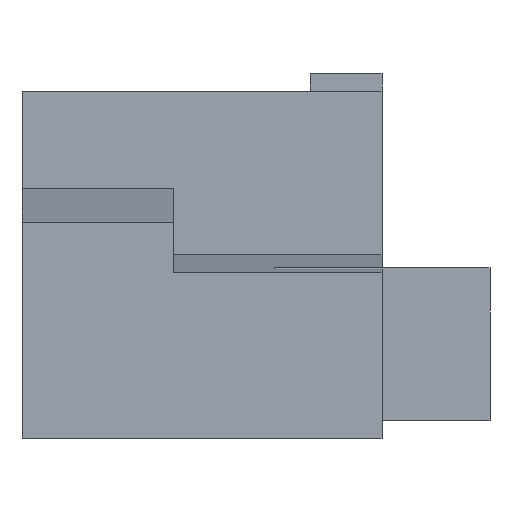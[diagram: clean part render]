
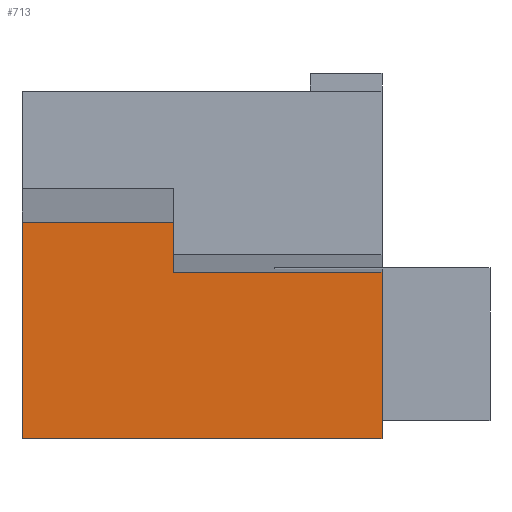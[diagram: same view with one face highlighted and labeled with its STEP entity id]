
A CAD part, left-side view. The second image highlights one B-rep face of the part: STEP entity #713.
In plain terms, the highlighted planar face has unit normal (-1, 0, 0).
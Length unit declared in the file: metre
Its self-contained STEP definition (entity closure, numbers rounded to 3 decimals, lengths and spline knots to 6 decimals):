
#713=ADVANCED_FACE('1:49',(#1400),#1401,.F.);
#1400=FACE_OUTER_BOUND('',#2196,.T.);
#1401=PLANE('',#2197);
#2196=EDGE_LOOP('',(#8750,#8751,#8752,#8753,#8754,#8755));
#2197=AXIS2_PLACEMENT_3D('',#8756,#8757,#8758);
#8750=ORIENTED_EDGE('',*,*,#10751,.F.);
#8751=ORIENTED_EDGE('',*,*,#10753,.F.);
#8752=ORIENTED_EDGE('',*,*,#10754,.T.);
#8753=ORIENTED_EDGE('',*,*,#10755,.F.);
#8754=ORIENTED_EDGE('',*,*,#10756,.F.);
#8755=ORIENTED_EDGE('',*,*,#10700,.F.);
#8756=CARTESIAN_POINT('',(-0.95,0.625,0.4));
#8757=DIRECTION('',(1.0,0.0,0.0));
#8758=DIRECTION('',(0.0,1.0,-0.0));
#10700=EDGE_CURVE('1:148',#11633,#11635,#11636,.T.);
#10751=EDGE_CURVE('1:265',#11709,#11633,#11711,.T.);
#10753=EDGE_CURVE('1:268',#11713,#11709,#11714,.T.);
#10754=EDGE_CURVE('1:271',#11713,#11715,#11716,.T.);
#10755=EDGE_CURVE('1:274',#11717,#11715,#11718,.T.);
#10756=EDGE_CURVE('1:277',#11635,#11717,#11719,.T.);
#11633=VERTEX_POINT('',#13464);
#11635=VERTEX_POINT('',#13467);
#11636=LINE('',#13468,#13469);
#11709=VERTEX_POINT('',#13579);
#11711=LINE('',#13582,#13583);
#11713=VERTEX_POINT('',#13585);
#11714=LINE('',#13586,#13587);
#11715=VERTEX_POINT('',#13588);
#11716=LINE('',#13589,#13590);
#11717=VERTEX_POINT('',#13591);
#11718=LINE('',#13592,#13593);
#11719=LINE('',#13594,#13595);
#13464=CARTESIAN_POINT('',(-0.95,0.0,0.462544));
#13467=CARTESIAN_POINT('',(-0.95,0.0,0.0));
#13468=CARTESIAN_POINT('',(-0.95,0.0,0.8));
#13469=VECTOR('',#19464,0.001);
#13579=CARTESIAN_POINT('',(-0.95,0.58,0.462544));
#13582=CARTESIAN_POINT('',(-0.95,0.3125,0.462544));
#13583=VECTOR('',#19503,0.001);
#13585=CARTESIAN_POINT('',(-0.95,0.58,0.60125));
#13586=CARTESIAN_POINT('',(-0.95,0.58,0.574));
#13587=VECTOR('',#19504,0.001);
#13588=CARTESIAN_POINT('',(-0.95,1.0,0.60125));
#13589=CARTESIAN_POINT('',(-0.95,0.3125,0.60125));
#13590=VECTOR('',#19505,0.001);
#13591=CARTESIAN_POINT('',(-0.95,1.0,0.0));
#13592=CARTESIAN_POINT('',(-0.95,1.0,0.73075));
#13593=VECTOR('',#19506,0.001);
#13594=CARTESIAN_POINT('',(-0.95,0.0,0.0));
#13595=VECTOR('',#19507,0.001);
#19464=DIRECTION('',(0.0,0.0,-1.0));
#19503=DIRECTION('',(0.0,-1.0,0.0));
#19504=DIRECTION('',(0.0,0.0,-1.0));
#19505=DIRECTION('',(0.0,1.0,0.0));
#19506=DIRECTION('',(0.0,0.0,1.0));
#19507=DIRECTION('',(0.0,1.0,0.0));
